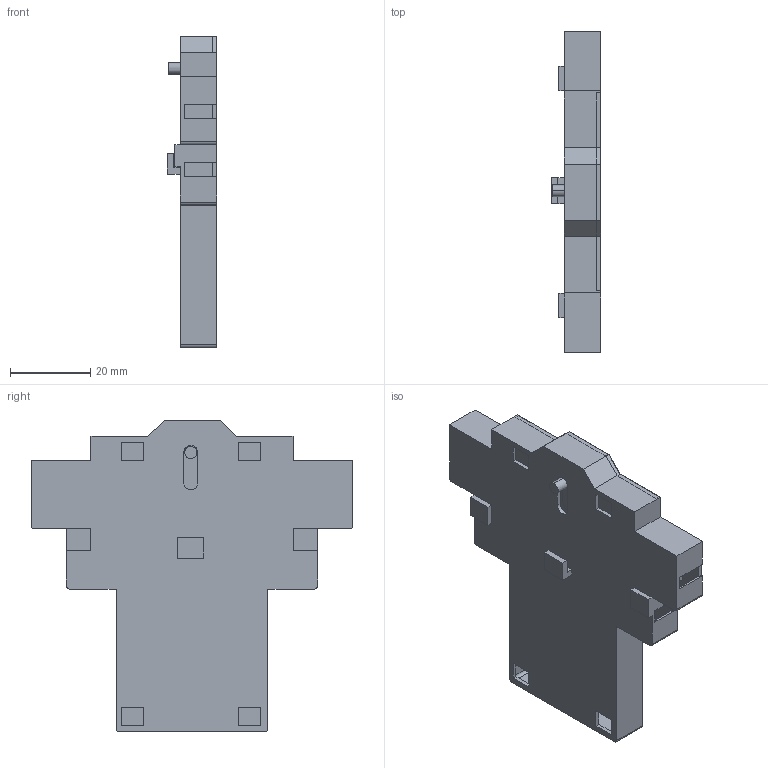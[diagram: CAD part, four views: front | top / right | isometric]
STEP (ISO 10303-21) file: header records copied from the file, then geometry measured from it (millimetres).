
FILE_DESCRIPTION (( 'STEP AP214' ), '1' );
FILE_NAME ('MS25-PS11.STEP', '2011-02-07T19:37:26', ( ' ' ), ( ' ' ), 'SwSTEP 2.0', 'SolidWorks 2009', '' );
FILE_SCHEMA (( 'AUTOMOTIVE_DESIGN' ));
Length unit declared in the file: millimetre
Products named in the file (1): MS25-PS11
Bounding box: 12.2 x 80 x 77.49 mm (x, y, z)
Volume: 11174.4 mm3; surface area: 22244.7 mm2
Topology: 4 solids, 4 shells, 171 faces, 472 edges, 314 vertices
Faces by surface type: plane 143, cylinder 28
Entity records: 7348 total; most frequent: CARTESIAN_POINT 958, ORIENTED_EDGE 944, DIRECTION 872, EDGE_CURVE 472, VECTOR 416, LINE 416, VERTEX_POINT 314, AXIS2_PLACEMENT_3D 228
